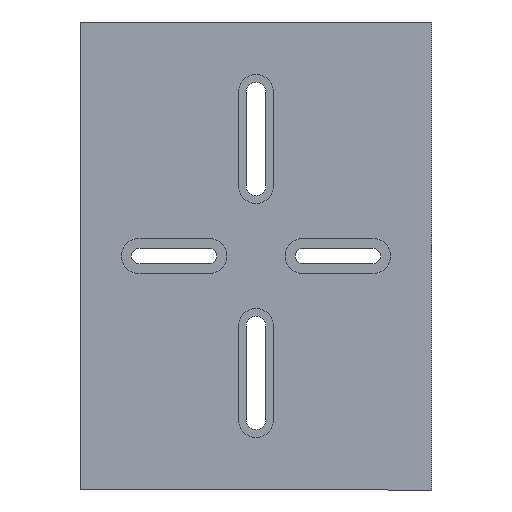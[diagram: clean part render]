
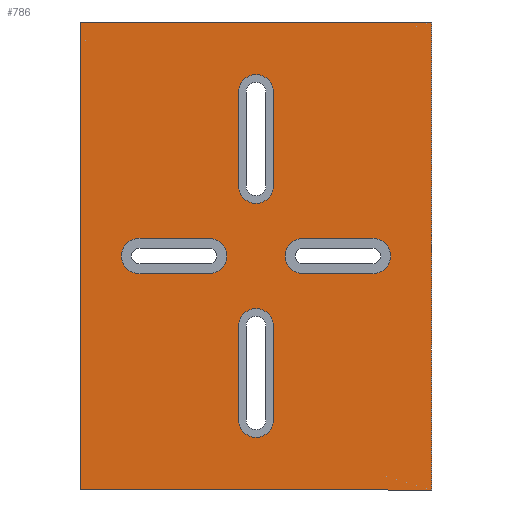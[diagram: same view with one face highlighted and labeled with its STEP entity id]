
A CAD part, front view. The second image highlights one B-rep face of the part: STEP entity #786.
In plain terms, the highlighted planar face has unit normal (0, -1, 0).
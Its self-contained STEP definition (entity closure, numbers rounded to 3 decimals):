
#23=FACE_BOUND('',#167,.T.);
#24=FACE_BOUND('',#168,.T.);
#25=FACE_BOUND('',#169,.T.);
#26=FACE_BOUND('',#170,.T.);
#27=CIRCLE('',#812,7.5);
#29=CIRCLE('',#816,7.5);
#33=CIRCLE('',#823,7.5);
#35=CIRCLE('',#827,7.5);
#39=CIRCLE('',#834,7.5);
#41=CIRCLE('',#838,7.5);
#45=CIRCLE('',#845,7.5);
#47=CIRCLE('',#849,7.5);
#116=FACE_OUTER_BOUND('',#166,.T.);
#166=EDGE_LOOP('',(#699,#700,#701,#702));
#167=EDGE_LOOP('',(#703,#704,#705,#706));
#168=EDGE_LOOP('',(#707,#708,#709,#710));
#169=EDGE_LOOP('',(#711,#712,#713,#714));
#170=EDGE_LOOP('',(#715,#716,#717,#718));
#171=LINE('',#1114,#247);
#176=LINE('',#1128,#252);
#181=LINE('',#1147,#257);
#186=LINE('',#1161,#262);
#191=LINE('',#1180,#267);
#196=LINE('',#1194,#272);
#201=LINE('',#1213,#277);
#206=LINE('',#1227,#282);
#235=LINE('',#1310,#311);
#239=LINE('',#1318,#315);
#242=LINE('',#1324,#318);
#245=LINE('',#1329,#321);
#247=VECTOR('',#888,10.);
#252=VECTOR('',#901,10.);
#257=VECTOR('',#920,10.);
#262=VECTOR('',#933,10.);
#267=VECTOR('',#952,10.);
#272=VECTOR('',#965,10.);
#277=VECTOR('',#984,10.);
#282=VECTOR('',#997,10.);
#311=VECTOR('',#1088,10.);
#315=VECTOR('',#1094,10.);
#318=VECTOR('',#1099,10.);
#321=VECTOR('',#1104,10.);
#323=VERTEX_POINT('',#1112);
#324=VERTEX_POINT('',#1113);
#327=VERTEX_POINT('',#1121);
#329=VERTEX_POINT('',#1127);
#335=VERTEX_POINT('',#1145);
#336=VERTEX_POINT('',#1146);
#339=VERTEX_POINT('',#1154);
#341=VERTEX_POINT('',#1160);
#347=VERTEX_POINT('',#1178);
#348=VERTEX_POINT('',#1179);
#351=VERTEX_POINT('',#1187);
#353=VERTEX_POINT('',#1193);
#359=VERTEX_POINT('',#1211);
#360=VERTEX_POINT('',#1212);
#363=VERTEX_POINT('',#1220);
#365=VERTEX_POINT('',#1226);
#387=VERTEX_POINT('',#1308);
#388=VERTEX_POINT('',#1309);
#391=VERTEX_POINT('',#1317);
#393=VERTEX_POINT('',#1323);
#395=EDGE_CURVE('',#323,#324,#171,.T.);
#399=EDGE_CURVE('',#327,#323,#27,.T.);
#402=EDGE_CURVE('',#329,#327,#176,.T.);
#405=EDGE_CURVE('',#324,#329,#29,.T.);
#411=EDGE_CURVE('',#335,#336,#181,.T.);
#415=EDGE_CURVE('',#339,#335,#33,.T.);
#418=EDGE_CURVE('',#341,#339,#186,.T.);
#421=EDGE_CURVE('',#336,#341,#35,.T.);
#427=EDGE_CURVE('',#347,#348,#191,.T.);
#431=EDGE_CURVE('',#351,#347,#39,.T.);
#434=EDGE_CURVE('',#353,#351,#196,.T.);
#437=EDGE_CURVE('',#348,#353,#41,.T.);
#443=EDGE_CURVE('',#359,#360,#201,.T.);
#447=EDGE_CURVE('',#363,#359,#45,.T.);
#450=EDGE_CURVE('',#365,#363,#206,.T.);
#453=EDGE_CURVE('',#360,#365,#47,.T.);
#491=EDGE_CURVE('',#387,#388,#235,.T.);
#495=EDGE_CURVE('',#391,#387,#239,.T.);
#498=EDGE_CURVE('',#393,#391,#242,.T.);
#501=EDGE_CURVE('',#388,#393,#245,.T.);
#699=ORIENTED_EDGE('',*,*,#501,.F.);
#700=ORIENTED_EDGE('',*,*,#491,.F.);
#701=ORIENTED_EDGE('',*,*,#495,.F.);
#702=ORIENTED_EDGE('',*,*,#498,.F.);
#703=ORIENTED_EDGE('',*,*,#395,.T.);
#704=ORIENTED_EDGE('',*,*,#405,.T.);
#705=ORIENTED_EDGE('',*,*,#402,.T.);
#706=ORIENTED_EDGE('',*,*,#399,.T.);
#707=ORIENTED_EDGE('',*,*,#411,.T.);
#708=ORIENTED_EDGE('',*,*,#421,.T.);
#709=ORIENTED_EDGE('',*,*,#418,.T.);
#710=ORIENTED_EDGE('',*,*,#415,.T.);
#711=ORIENTED_EDGE('',*,*,#427,.T.);
#712=ORIENTED_EDGE('',*,*,#437,.T.);
#713=ORIENTED_EDGE('',*,*,#434,.T.);
#714=ORIENTED_EDGE('',*,*,#431,.T.);
#715=ORIENTED_EDGE('',*,*,#443,.T.);
#716=ORIENTED_EDGE('',*,*,#453,.T.);
#717=ORIENTED_EDGE('',*,*,#450,.T.);
#718=ORIENTED_EDGE('',*,*,#447,.T.);
#744=PLANE('',#883);
#786=ADVANCED_FACE('',(#116,#23,#24,#25,#26),#744,.F.);
#812=AXIS2_PLACEMENT_3D('',#1122,#894,#895);
#816=AXIS2_PLACEMENT_3D('',#1133,#906,#907);
#823=AXIS2_PLACEMENT_3D('',#1155,#926,#927);
#827=AXIS2_PLACEMENT_3D('',#1166,#938,#939);
#834=AXIS2_PLACEMENT_3D('',#1188,#958,#959);
#838=AXIS2_PLACEMENT_3D('',#1199,#970,#971);
#845=AXIS2_PLACEMENT_3D('',#1221,#990,#991);
#849=AXIS2_PLACEMENT_3D('',#1232,#1002,#1003);
#883=AXIS2_PLACEMENT_3D('',#1332,#1108,#1109);
#888=DIRECTION('',(-1.,0.,0.));
#894=DIRECTION('center_axis',(0.,1.,0.));
#895=DIRECTION('ref_axis',(0.,0.,-1.));
#901=DIRECTION('',(1.,0.,0.));
#906=DIRECTION('center_axis',(0.,1.,0.));
#907=DIRECTION('ref_axis',(0.,0.,1.));
#920=DIRECTION('',(0.,0.,1.));
#926=DIRECTION('center_axis',(0.,1.,0.));
#927=DIRECTION('ref_axis',(-1.,0.,0.));
#933=DIRECTION('',(0.,0.,-1.));
#938=DIRECTION('center_axis',(0.,1.,0.));
#939=DIRECTION('ref_axis',(1.,0.,0.));
#952=DIRECTION('',(0.,0.,1.));
#958=DIRECTION('center_axis',(0.,1.,0.));
#959=DIRECTION('ref_axis',(-1.,0.,0.));
#965=DIRECTION('',(0.,0.,-1.));
#970=DIRECTION('center_axis',(0.,1.,0.));
#971=DIRECTION('ref_axis',(1.,0.,0.));
#984=DIRECTION('',(1.,0.,0.));
#990=DIRECTION('center_axis',(0.,1.,0.));
#991=DIRECTION('ref_axis',(0.,0.,1.));
#997=DIRECTION('',(-1.,0.,0.));
#1002=DIRECTION('center_axis',(0.,1.,0.));
#1003=DIRECTION('ref_axis',(0.,0.,-1.));
#1088=DIRECTION('',(1.,0.,0.));
#1094=DIRECTION('',(0.,0.,1.));
#1099=DIRECTION('',(-1.,0.,0.));
#1104=DIRECTION('',(0.,0.,-1.));
#1108=DIRECTION('center_axis',(0.,1.,0.));
#1109=DIRECTION('ref_axis',(0.,0.,1.));
#1112=CARTESIAN_POINT('',(-20.,0.,-7.5));
#1113=CARTESIAN_POINT('',(-50.,0.,-7.5));
#1114=CARTESIAN_POINT('',(-10.,0.,-7.5));
#1121=CARTESIAN_POINT('',(-20.,0.,7.5));
#1122=CARTESIAN_POINT('Origin',(-20.,0.,0.));
#1127=CARTESIAN_POINT('',(-50.,0.,7.5));
#1128=CARTESIAN_POINT('',(-25.,0.,7.5));
#1133=CARTESIAN_POINT('Origin',(-50.,0.,0.));
#1145=CARTESIAN_POINT('',(-7.5,0.,-70.));
#1146=CARTESIAN_POINT('',(-7.5,0.,-30.));
#1147=CARTESIAN_POINT('',(-7.5,0.,-35.));
#1154=CARTESIAN_POINT('',(7.5,0.,-70.));
#1155=CARTESIAN_POINT('Origin',(0.,0.,-70.));
#1160=CARTESIAN_POINT('',(7.5,0.,-30.));
#1161=CARTESIAN_POINT('',(7.5,0.,-15.));
#1166=CARTESIAN_POINT('Origin',(0.,0.,-30.));
#1178=CARTESIAN_POINT('',(-7.5,0.,30.));
#1179=CARTESIAN_POINT('',(-7.5,0.,70.));
#1180=CARTESIAN_POINT('',(-7.5,0.,15.));
#1187=CARTESIAN_POINT('',(7.5,0.,30.));
#1188=CARTESIAN_POINT('Origin',(0.,0.,30.));
#1193=CARTESIAN_POINT('',(7.5,0.,70.));
#1194=CARTESIAN_POINT('',(7.5,0.,35.));
#1199=CARTESIAN_POINT('Origin',(0.,0.,70.));
#1211=CARTESIAN_POINT('',(20.,0.,7.5));
#1212=CARTESIAN_POINT('',(50.,0.,7.5));
#1213=CARTESIAN_POINT('',(10.,0.,7.5));
#1220=CARTESIAN_POINT('',(20.,0.,-7.5));
#1221=CARTESIAN_POINT('Origin',(20.,0.,0.));
#1226=CARTESIAN_POINT('',(50.,0.,-7.5));
#1227=CARTESIAN_POINT('',(25.,0.,-7.5));
#1232=CARTESIAN_POINT('Origin',(50.,0.,0.));
#1308=CARTESIAN_POINT('',(-75.,0.,100.));
#1309=CARTESIAN_POINT('',(75.,0.,100.));
#1310=CARTESIAN_POINT('',(-75.,0.,100.));
#1317=CARTESIAN_POINT('',(-75.,0.,-100.));
#1318=CARTESIAN_POINT('',(-75.,0.,-100.));
#1323=CARTESIAN_POINT('',(75.,0.,-100.));
#1324=CARTESIAN_POINT('',(75.,0.,-100.));
#1329=CARTESIAN_POINT('',(75.,0.,100.));
#1332=CARTESIAN_POINT('Origin',(0.,0.,0.));
